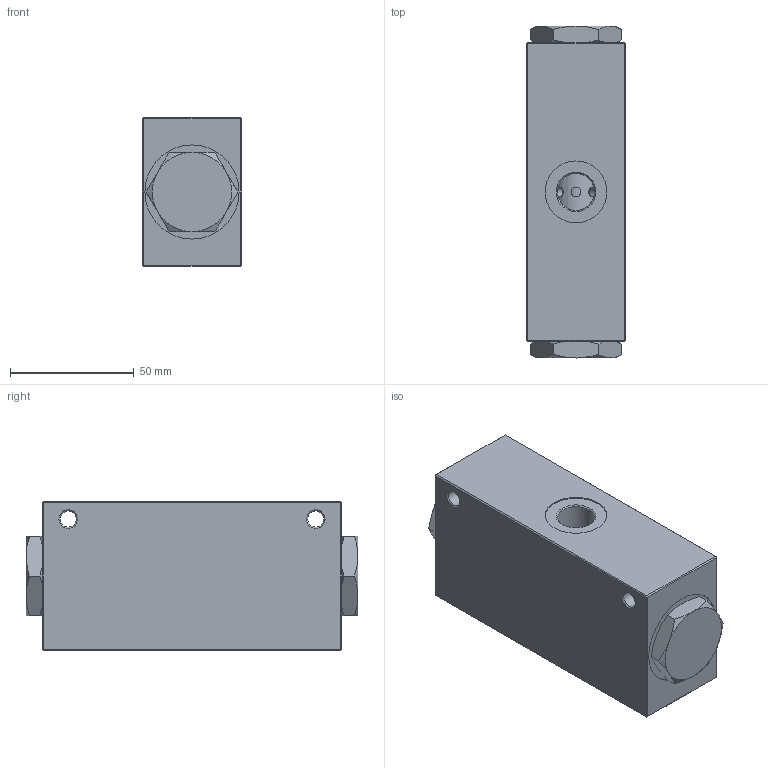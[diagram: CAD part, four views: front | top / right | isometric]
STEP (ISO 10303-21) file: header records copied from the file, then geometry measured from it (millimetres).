
FILE_DESCRIPTION(/* description */ ('Unknown'),/* implementation_level */ '2;1');
FILE_NAME(/* name */ 'CC.040070-001',/* time_stamp */ '2023-07-26T14:09:27+02:00',/* author */ ('Unknown'),/* organization */ ('Unknown'),/* preprocessor_version */ 'ST-DEVELOPER v18.102',/* originating_system */ 'Solid Edge',/* authorisation */ 'Unknown');
FILE_SCHEMA (('AUTOMOTIVE_DESIGN {1 0 10303 214 3 1 1}'));
Length unit declared in the file: millimetre
Products named in the file (2): CC; 004-008-A00_Shrinkwrap_1_1
Assembly tree (1 placements, depth 2):
  CC
    004-008-A00_Shrinkwrap_1_1
Bounding box: 40 x 134 x 60 mm (x, y, z)
Volume: 266436.8 mm3; surface area: 54497.8 mm2
Topology: 1 solids, 1 shells, 270 faces, 751 edges, 473 vertices
Faces by surface type: cylinder 119, plane 93, cone 57, bspline 1
Full cylindrical faces by diameter (mm): 2.5 x32, 3 x2, 4 x16, 4.917 x2, 5.5 x1, 6.5 x4, 9.5 x5, 12.5 x5, 14.95 x3, 18 x2, 19 x3, 25 x8, 28.376 x2, 38 x2
Entity records: 14351 total; most frequent: CARTESIAN_POINT 6801, ORIENTED_EDGE 1060, DIRECTION 1036, EDGE_CURVE 530, EDGE_LOOP 505, FACE_BOUND 505, AXIS2_PLACEMENT_3D 463, VERTEX_POINT 383
